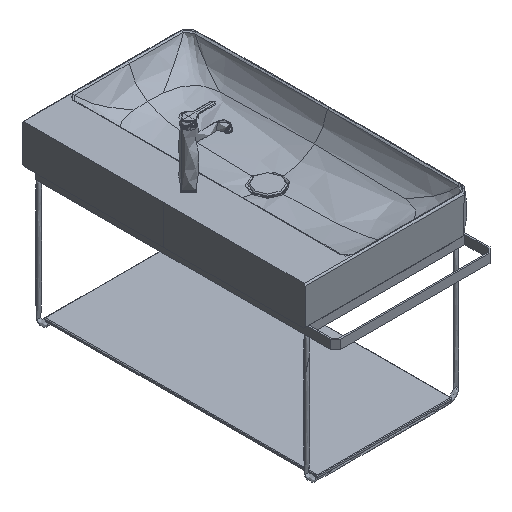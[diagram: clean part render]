
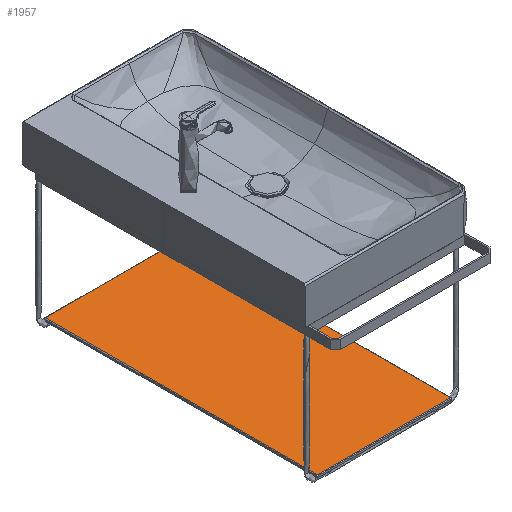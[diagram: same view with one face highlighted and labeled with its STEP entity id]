
A CAD part, isometric view. The second image highlights one B-rep face of the part: STEP entity #1957.
In plain terms, the highlighted planar face has unit normal (0, 0, 1).
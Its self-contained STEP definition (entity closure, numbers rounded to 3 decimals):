
#255=B_SPLINE_CURVE_WITH_KNOTS('',1,(#19055,#19056),.UNSPECIFIED.,.F.,.F.,
(2,2),(-377.,0.),.UNSPECIFIED.);
#269=B_SPLINE_CURVE_WITH_KNOTS('',1,(#19083,#19084),.UNSPECIFIED.,.F.,.F.,
(2,2),(-767.5,0.),.UNSPECIFIED.);
#271=B_SPLINE_CURVE_WITH_KNOTS('',1,(#19087,#19088),.UNSPECIFIED.,.F.,.F.,
(2,2),(0.,767.5),.UNSPECIFIED.);
#272=B_SPLINE_CURVE_WITH_KNOTS('',1,(#19089,#19090),.UNSPECIFIED.,.F.,.F.,
(2,2),(0.,377.),.UNSPECIFIED.);
#1957=ADVANCED_FACE('',(#3003),#15671,.T.);
#3003=FACE_OUTER_BOUND('',#4053,.T.);
#4053=EDGE_LOOP('',(#5357,#5358,#5359,#5360));
#5357=ORIENTED_EDGE('',*,*,#10158,.T.);
#5358=ORIENTED_EDGE('',*,*,#10142,.T.);
#5359=ORIENTED_EDGE('',*,*,#10156,.F.);
#5360=ORIENTED_EDGE('',*,*,#10159,.T.);
#10142=EDGE_CURVE('',#14045,#14046,#255,.T.);
#10156=EDGE_CURVE('',#14056,#14046,#269,.T.);
#10158=EDGE_CURVE('',#14057,#14045,#271,.T.);
#10159=EDGE_CURVE('',#14056,#14057,#272,.T.);
#14045=VERTEX_POINT('',#19022);
#14046=VERTEX_POINT('',#19023);
#14056=VERTEX_POINT('',#19033);
#14057=VERTEX_POINT('',#19034);
#15671=PLANE('',#16705);
#16705=AXIS2_PLACEMENT_3D('',#19008,#16946,$);
#16946=DIRECTION('',(0.,0.,1.));
#19008=CARTESIAN_POINT('',(8.88,458.472,-495.994));
#19022=CARTESIAN_POINT('',(423.64,381.662,-495.994));
#19023=CARTESIAN_POINT('',(46.64,381.662,-495.994));
#19033=CARTESIAN_POINT('',(46.64,-385.838,-495.994));
#19034=CARTESIAN_POINT('',(423.64,-385.838,-495.994));
#19055=CARTESIAN_POINT('',(423.64,381.662,-495.994));
#19056=CARTESIAN_POINT('',(46.64,381.662,-495.994));
#19083=CARTESIAN_POINT('',(46.64,-385.838,-495.994));
#19084=CARTESIAN_POINT('',(46.64,381.662,-495.994));
#19087=CARTESIAN_POINT('',(423.64,-385.838,-495.994));
#19088=CARTESIAN_POINT('',(423.64,381.662,-495.994));
#19089=CARTESIAN_POINT('',(46.64,-385.838,-495.994));
#19090=CARTESIAN_POINT('',(423.64,-385.838,-495.994));
